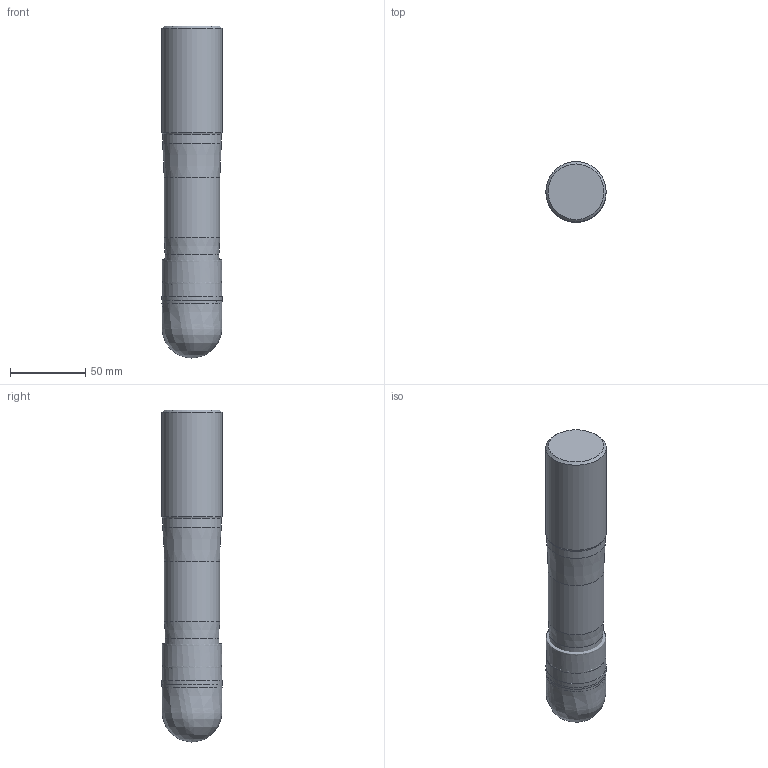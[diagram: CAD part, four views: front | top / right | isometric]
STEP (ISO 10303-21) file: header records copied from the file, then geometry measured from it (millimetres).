
FILE_DESCRIPTION(/* description */ (''),/* implementation_level */ '2;1');
FILE_NAME(/* name */ '1582710219217.stp',/* time_stamp */ '2020-02-26T15:13:50+06:00',/* author */ (''),/* organization */ ('SMS'),/* preprocessor_version */ 'ST-DEVELOPER v16.7',/* originating_system */ 'SIEMENS PLM Software NX 12.0',/* authorisation */ '');
FILE_SCHEMA (('AUTOMOTIVE_DESIGN { 1 0 10303 214 3 1 1 1 }'));
Length unit declared in the file: millimetre
Products named in the file (5): ASSEMBLY_CONSTRUCTION; 202381870mod000_00; 202039778mod000_00; 202385846mod000_00; 202385848mod000_00
Assembly tree (5 placements, depth 2):
  202385848mod000_00
    202385846mod000_00
    202039778mod000_00
    202381870mod000_00  x2
    ASSEMBLY_CONSTRUCTION
Bounding box: 40.17 x 40.17 x 221 mm (x, y, z)
Volume: 308628.1 mm3; surface area: 44130.9 mm2
Topology: 4 solids, 4 shells, 24 faces, 51 edges, 45 vertices
Faces by surface type: cone 8, bspline 7, cylinder 3, sphere 3, plane 2, torus 1
Full cylindrical faces by diameter (mm): 37 x1, 39 x1, 40.175 x1
Entity records: 16623 total; most frequent: CARTESIAN_POINT 15955, DIRECTION 104, AXIS2_PLACEMENT_3D 52, FACE_BOUND 42, EDGE_LOOP 42, ORIENTED_EDGE 42, STYLED_ITEM 33, PRESENTATION_STYLE_ASSIGNMENT 33
